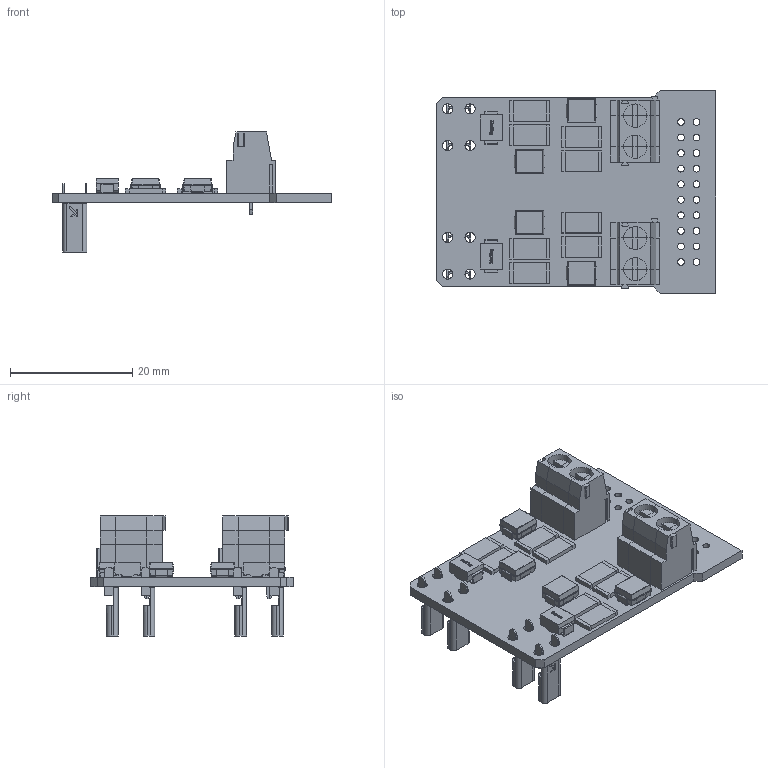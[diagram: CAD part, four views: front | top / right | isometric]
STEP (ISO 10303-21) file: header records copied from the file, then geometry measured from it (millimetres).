
FILE_DESCRIPTION(('Open CASCADE Model'),'2;1');
FILE_NAME('Open CASCADE Shape Model','2018-10-14T17:05:37',('Author'),( 'Open CASCADE'),'Open CASCADE STEP processor 6.8','Open CASCADE 6.8' ,'Unknown');
FILE_SCHEMA(('AUTOMOTIVE_DESIGN { 1 0 10303 214 1 1 1 1 }'));
Length unit declared in the file: millimetre
Products named in the file (42): PCB; BoardBig_Coil_Gate_Drive_PCBA; P2Big_Coil_Gate_Drive_PCBA; 691213510002; CII5_08_SX_PRT.PRT; CII5_08_CNT_PRT.PRT; CII5_08_DX_PRT.PRT; P1Big_Coil_Gate_Drive_PCBA; R8Big_Coil_Gate_Drive_PCBA; 6013580480; Extruded; 6013580288; 6013580096; R7Big_Coil_Gate_Drive_PCBA; R6Big_Coil_Gate_Drive_PCBA; R3Big_Coil_Gate_Drive_PCBA; J5Big_Coil_Gate_Drive_PCBA; keystone-PN3534; J4Big_Coil_Gate_Drive_PCBA; J3Big_Coil_Gate_Drive_PCBA; J2Big_Coil_Gate_Drive_PCBA; D6Big_Coil_Gate_Drive_PCBA; 6048386112; Body; Open_CASCADE_STEP_translator_6.8_3.1.1; Lead; D5Big_Coil_Gate_Drive_PCBA; R5Big_Coil_Gate_Drive_PCBA; R4Big_Coil_Gate_Drive_PCBA; R2Big_Coil_Gate_Drive_PCBA; R1Big_Coil_Gate_Drive_PCBA; D4Big_Coil_Gate_Drive_PCBA; DO-214AA_Bidirectional; D3Big_Coil_Gate_Drive_PCBA; 5743753920; D2Big_Coil_Gate_Drive_PCBA; D1Big_Coil_Gate_Drive_PCBA
Assembly tree (71 placements, depth 5):
  PCB
    BoardBig_Coil_Gate_Drive_PCBA
    P2Big_Coil_Gate_Drive_PCBA
      691213510002
        CII5_08_SX_PRT.PRT
        CII5_08_CNT_PRT.PRT
        CII5_08_DX_PRT.PRT
    P1Big_Coil_Gate_Drive_PCBA
      691213510002
        CII5_08_SX_PRT.PRT
        CII5_08_CNT_PRT.PRT
        CII5_08_DX_PRT.PRT
    R8Big_Coil_Gate_Drive_PCBA
      6013580480
        Extruded
      6013580288
        Extruded
      6013580096
        Extruded
    R7Big_Coil_Gate_Drive_PCBA
      6013580480
        Extruded
      6013580288
        Extruded
      6013580096
        Extruded
    R6Big_Coil_Gate_Drive_PCBA
      6013580480
        Extruded
      6013580288
        Extruded
      6013580096
        Extruded
    R3Big_Coil_Gate_Drive_PCBA
      6013580480
        Extruded
      6013580288
        Extruded
      6013580096
        Extruded
    J5Big_Coil_Gate_Drive_PCBA
      keystone-PN3534
    J4Big_Coil_Gate_Drive_PCBA
      keystone-PN3534
    J3Big_Coil_Gate_Drive_PCBA
      keystone-PN3534
    J2Big_Coil_Gate_Drive_PCBA
      keystone-PN3534
    D6Big_Coil_Gate_Drive_PCBA
      6048386112
        Body
          Open_CASCADE_STEP_translator_6.8_3.1.1
        Lead  x2
    D5Big_Coil_Gate_Drive_PCBA
      6048386112
        Body
          Open_CASCADE_STEP_translator_6.8_3.1.1
        Lead  x2
    R5Big_Coil_Gate_Drive_PCBA
      6013580480
Bounding box: 45.67 x 33.06 x 19.61 mm (x, y, z)
Volume: 3868 mm3; surface area: 6855.1 mm2
Topology: 49 solids, 49 shells, 1456 faces, 3542 edges, 2180 vertices
Faces by surface type: plane 1098, cylinder 262, sphere 32, bspline 32, extrusion 32
Full cylindrical faces by diameter (mm): 1.1 x20, 1.3 x4, 1.651 x8
Entity records: 22260 total; most frequent: CARTESIAN_POINT 5475, ORIENTED_EDGE 2938, DIRECTION 2770, EDGE_CURVE 1469, VECTOR 1082, LINE 1066, VERTEX_POINT 914, AXIS2_PLACEMENT_3D 844
